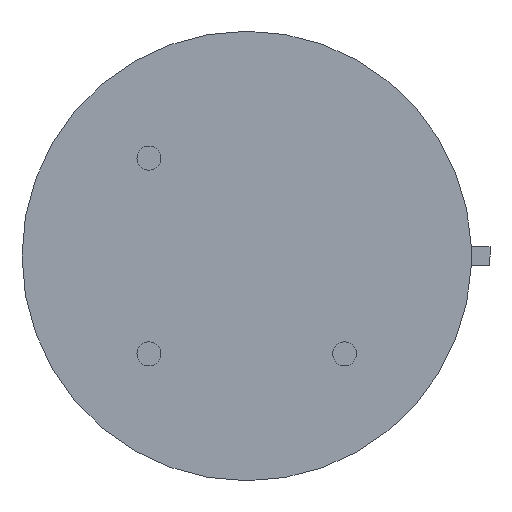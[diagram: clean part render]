
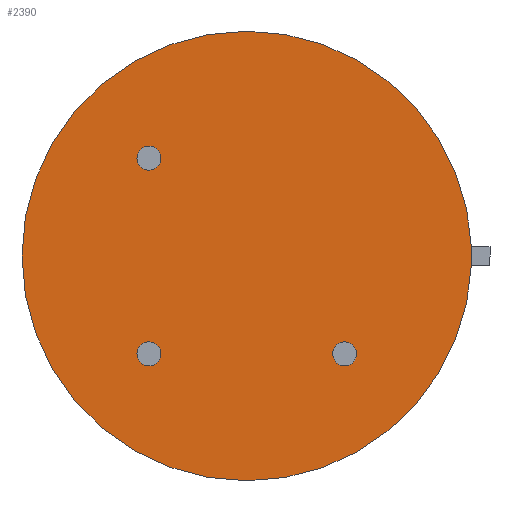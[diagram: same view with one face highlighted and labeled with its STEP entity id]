
A CAD part, front view. The second image highlights one B-rep face of the part: STEP entity #2390.
In plain terms, the highlighted planar face has unit normal (0, -1, 0).
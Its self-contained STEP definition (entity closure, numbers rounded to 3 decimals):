
#42 = EDGE_CURVE ( 'NONE', #2083, #508, #1226, .T. ) ;
#48 = VERTEX_POINT ( 'NONE', #220 ) ;
#188 = CARTESIAN_POINT ( 'NONE',  ( 0., 0., 0. ) ) ;
#195 = AXIS2_PLACEMENT_3D ( 'NONE', #1918, #1335, #3359 ) ;
#220 = CARTESIAN_POINT ( 'NONE',  ( 4.591, 0., -0.193 ) ) ;
#244 = DIRECTION ( 'NONE',  ( 0., -1., 0. ) ) ;
#245 = ORIENTED_EDGE ( 'NONE', *, *, #1047, .F. ) ;
#309 = FACE_BOUND ( 'NONE', #2748, .T. ) ;
#350 = EDGE_CURVE ( 'NONE', #1945, #48, #3495, .T. ) ;
#360 = CIRCLE ( 'NONE', #195, 0.245 ) ;
#361 = CARTESIAN_POINT ( 'NONE',  ( -2., 0., -2. ) ) ;
#415 = ORIENTED_EDGE ( 'NONE', *, *, #3743, .F. ) ;
#468 = CARTESIAN_POINT ( 'NONE',  ( 2., 0., -2.245 ) ) ;
#496 = DIRECTION ( 'NONE',  ( 0., 0., 1. ) ) ;
#508 = VERTEX_POINT ( 'NONE', #1679 ) ;
#531 = CARTESIAN_POINT ( 'NONE',  ( -2., 0., -2. ) ) ;
#542 = AXIS2_PLACEMENT_3D ( 'NONE', #1584, #671, #2138 ) ;
#546 = DIRECTION ( 'NONE',  ( 0., -1., 0. ) ) ;
#562 = CARTESIAN_POINT ( 'NONE',  ( 0., 0., 4.595 ) ) ;
#654 = DIRECTION ( 'NONE',  ( 0., -1., 0. ) ) ;
#671 = DIRECTION ( 'NONE',  ( 0., 1., 0. ) ) ;
#755 = CARTESIAN_POINT ( 'NONE',  ( 0., 0., -4.595 ) ) ;
#790 = ORIENTED_EDGE ( 'NONE', *, *, #2542, .F. ) ;
#886 = AXIS2_PLACEMENT_3D ( 'NONE', #3413, #3693, #2273 ) ;
#963 = EDGE_LOOP ( 'NONE', ( #245, #2239 ) ) ;
#1047 = EDGE_CURVE ( 'NONE', #508, #2083, #1330, .T. ) ;
#1059 = DIRECTION ( 'NONE',  ( 0., 1., 0. ) ) ;
#1065 = EDGE_CURVE ( 'NONE', #2527, #3171, #1205, .T. ) ;
#1090 = AXIS2_PLACEMENT_3D ( 'NONE', #1950, #1059, #2977 ) ;
#1124 = CARTESIAN_POINT ( 'NONE',  ( 2., 0., -2. ) ) ;
#1137 = DIRECTION ( 'NONE',  ( 0., -1., 0. ) ) ;
#1168 = EDGE_CURVE ( 'NONE', #48, #3578, #2853, .T. ) ;
#1175 = EDGE_CURVE ( 'NONE', #3270, #1967, #1642, .T. ) ;
#1205 = CIRCLE ( 'NONE', #2814, 0.245 ) ;
#1226 = CIRCLE ( 'NONE', #1951, 0.245 ) ;
#1239 = DIRECTION ( 'NONE',  ( 0., 0., 1. ) ) ;
#1330 = CIRCLE ( 'NONE', #2124, 0.245 ) ;
#1333 = EDGE_CURVE ( 'NONE', #1967, #3270, #2912, .T. ) ;
#1335 = DIRECTION ( 'NONE',  ( 0., -1., 0. ) ) ;
#1343 = CIRCLE ( 'NONE', #1871, 4.595 ) ;
#1383 = DIRECTION ( 'NONE',  ( 0., 0., 1. ) ) ;
#1439 = ORIENTED_EDGE ( 'NONE', *, *, #350, .F. ) ;
#1510 = ORIENTED_EDGE ( 'NONE', *, *, #1065, .F. ) ;
#1584 = CARTESIAN_POINT ( 'NONE',  ( 0., 0., 0. ) ) ;
#1623 = DIRECTION ( 'NONE',  ( 0., 1., 0. ) ) ;
#1642 = CIRCLE ( 'NONE', #3216, 0.245 ) ;
#1679 = CARTESIAN_POINT ( 'NONE',  ( -2., 0., 2.245 ) ) ;
#1714 = DIRECTION ( 'NONE',  ( 0., -1., 0. ) ) ;
#1871 = AXIS2_PLACEMENT_3D ( 'NONE', #188, #1623, #496 ) ;
#1918 = CARTESIAN_POINT ( 'NONE',  ( 2., 0., -2. ) ) ;
#1945 = VERTEX_POINT ( 'NONE', #3552 ) ;
#1950 = CARTESIAN_POINT ( 'NONE',  ( 0., 0., 0. ) ) ;
#1951 = AXIS2_PLACEMENT_3D ( 'NONE', #2240, #244, #1383 ) ;
#1957 = DIRECTION ( 'NONE',  ( 0., 0., 1. ) ) ;
#1967 = VERTEX_POINT ( 'NONE', #2722 ) ;
#2083 = VERTEX_POINT ( 'NONE', #2831 ) ;
#2123 = ORIENTED_EDGE ( 'NONE', *, *, #3165, .F. ) ;
#2124 = AXIS2_PLACEMENT_3D ( 'NONE', #3462, #546, #2854 ) ;
#2138 = DIRECTION ( 'NONE',  ( 0., 0., 1. ) ) ;
#2147 = PLANE ( 'NONE',  #542 ) ;
#2227 = AXIS2_PLACEMENT_3D ( 'NONE', #2254, #2525, #1957 ) ;
#2229 = ORIENTED_EDGE ( 'NONE', *, *, #1168, .F. ) ;
#2239 = ORIENTED_EDGE ( 'NONE', *, *, #42, .F. ) ;
#2240 = CARTESIAN_POINT ( 'NONE',  ( -2., 0., 2. ) ) ;
#2254 = CARTESIAN_POINT ( 'NONE',  ( 0., 0., 0. ) ) ;
#2273 = DIRECTION ( 'NONE',  ( 0., 0., 1. ) ) ;
#2356 = ORIENTED_EDGE ( 'NONE', *, *, #1333, .F. ) ;
#2390 = ADVANCED_FACE ( 'NONE', ( #309, #3049, #3382, #3250 ), #2147, .F. ) ;
#2482 = EDGE_LOOP ( 'NONE', ( #1439, #2123, #415, #2229 ) ) ;
#2499 = EDGE_LOOP ( 'NONE', ( #1510, #790 ) ) ;
#2525 = DIRECTION ( 'NONE',  ( 0., 1., 0. ) ) ;
#2527 = VERTEX_POINT ( 'NONE', #3064 ) ;
#2542 = EDGE_CURVE ( 'NONE', #3171, #2527, #360, .T. ) ;
#2633 = ORIENTED_EDGE ( 'NONE', *, *, #1175, .F. ) ;
#2722 = CARTESIAN_POINT ( 'NONE',  ( -2., 0., -2.245 ) ) ;
#2748 = EDGE_LOOP ( 'NONE', ( #2633, #2356 ) ) ;
#2814 = AXIS2_PLACEMENT_3D ( 'NONE', #1124, #1714, #3430 ) ;
#2827 = VERTEX_POINT ( 'NONE', #562 ) ;
#2831 = CARTESIAN_POINT ( 'NONE',  ( -2., 0., 1.755 ) ) ;
#2834 = DIRECTION ( 'NONE',  ( 0., 0., 1. ) ) ;
#2853 = CIRCLE ( 'NONE', #886, 4.595 ) ;
#2854 = DIRECTION ( 'NONE',  ( 0., 0., 1. ) ) ;
#2912 = CIRCLE ( 'NONE', #3304, 0.245 ) ;
#2977 = DIRECTION ( 'NONE',  ( 0., 0., 1. ) ) ;
#3049 = FACE_OUTER_BOUND ( 'NONE', #2482, .T. ) ;
#3064 = CARTESIAN_POINT ( 'NONE',  ( 2., 0., -1.755 ) ) ;
#3165 = EDGE_CURVE ( 'NONE', #2827, #1945, #1343, .T. ) ;
#3171 = VERTEX_POINT ( 'NONE', #468 ) ;
#3216 = AXIS2_PLACEMENT_3D ( 'NONE', #531, #1137, #2834 ) ;
#3250 = FACE_BOUND ( 'NONE', #2499, .T. ) ;
#3270 = VERTEX_POINT ( 'NONE', #3708 ) ;
#3304 = AXIS2_PLACEMENT_3D ( 'NONE', #361, #654, #1239 ) ;
#3359 = DIRECTION ( 'NONE',  ( 0., 0., 1. ) ) ;
#3382 = FACE_BOUND ( 'NONE', #963, .T. ) ;
#3413 = CARTESIAN_POINT ( 'NONE',  ( 0., 0., 0. ) ) ;
#3430 = DIRECTION ( 'NONE',  ( 0., 0., 1. ) ) ;
#3462 = CARTESIAN_POINT ( 'NONE',  ( -2., 0., 2. ) ) ;
#3495 = CIRCLE ( 'NONE', #1090, 4.595 ) ;
#3552 = CARTESIAN_POINT ( 'NONE',  ( 4.591, 0., 0.193 ) ) ;
#3578 = VERTEX_POINT ( 'NONE', #755 ) ;
#3693 = DIRECTION ( 'NONE',  ( 0., 1., 0. ) ) ;
#3694 = CIRCLE ( 'NONE', #2227, 4.595 ) ;
#3708 = CARTESIAN_POINT ( 'NONE',  ( -2., 0., -1.755 ) ) ;
#3743 = EDGE_CURVE ( 'NONE', #3578, #2827, #3694, .T. ) ;
